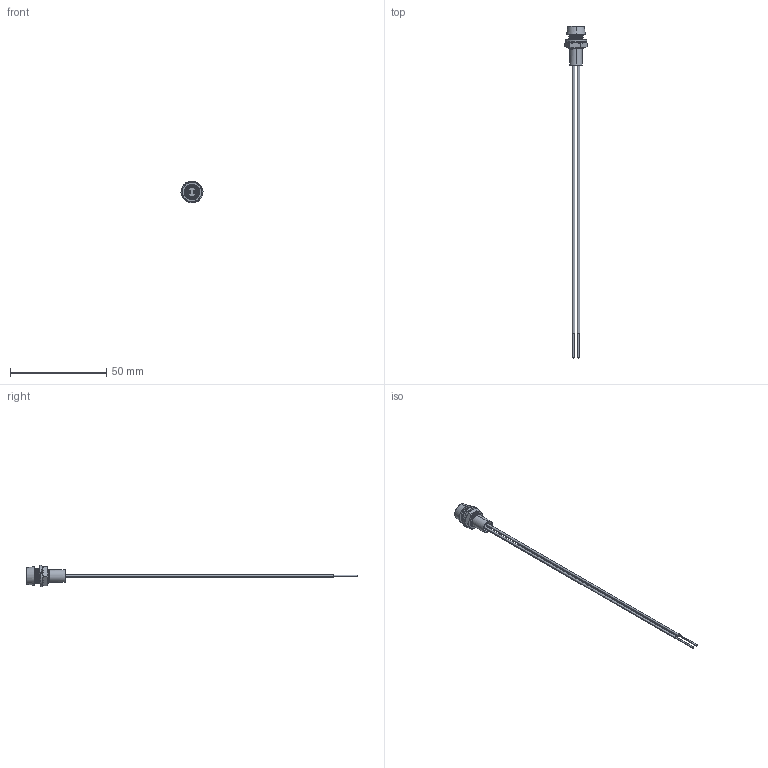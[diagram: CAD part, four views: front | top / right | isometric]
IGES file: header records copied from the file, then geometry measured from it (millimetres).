
Start section: SolidWorks IGES file using analytic representation for surfaces
Global section: file name: PMRL200W Series.IGS; native system: SolidWorks 2021; preprocessor: SolidWorks 2021; author: asanchez; date: 211201.112822; units: millimetre
Bounding box: 11.52 x 172.7 x 11.18 mm (x, y, z)
Surface area: 4536 mm2 (no closed solid volume)
Topology: 0 solids, 0 shells, 142 faces, 1705 edges, 1703 vertices
Faces by surface type: revolution 79, bspline 63
